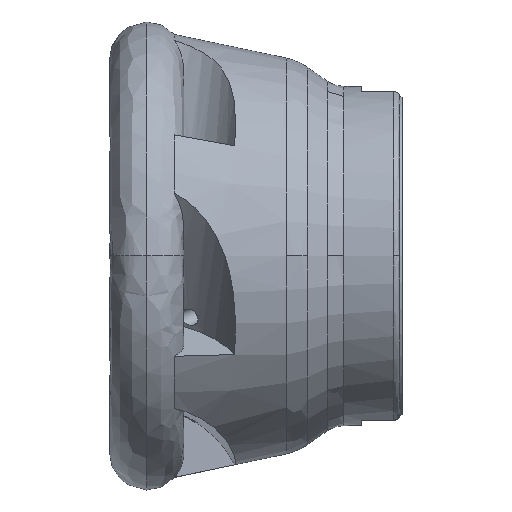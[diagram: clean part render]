
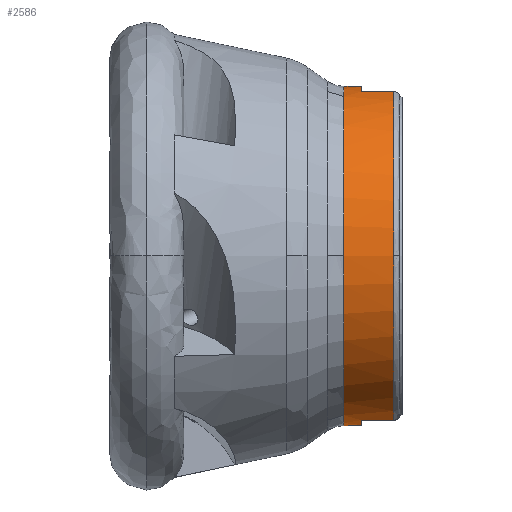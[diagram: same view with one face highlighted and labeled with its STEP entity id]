
A CAD part, top view. The second image highlights one B-rep face of the part: STEP entity #2586.
In plain terms, the highlighted cylindrical face has radius 29 mm (diameter 58 mm), a full revolution.
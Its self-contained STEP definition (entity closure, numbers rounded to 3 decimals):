
#133 = AXIS2_PLACEMENT_3D ( 'NONE', #280, #2315, #4350 ) ;
#145 = CARTESIAN_POINT ( 'NONE',  ( 42.175, -28.077, 7.259 ) ) ;
#154 = DIRECTION ( 'NONE',  ( 1., 0., 0. ) ) ;
#201 = ORIENTED_EDGE ( 'NONE', *, *, #2434, .F. ) ;
#224 = CARTESIAN_POINT ( 'NONE',  ( 37.9, 0., 29. ) ) ;
#242 = CIRCLE ( 'NONE', #2147, 29. ) ;
#251 = CARTESIAN_POINT ( 'NONE',  ( 42.175, 28.077, -7.259 ) ) ;
#264 = DIRECTION ( 'NONE',  ( 0., -1., 0. ) ) ;
#280 = CARTESIAN_POINT ( 'NONE',  ( 37.9, 0., 0. ) ) ;
#299 = DIRECTION ( 'NONE',  ( 1., 0., 0. ) ) ;
#353 = CYLINDRICAL_SURFACE ( 'NONE', #4089, 29. ) ;
#371 = AXIS2_PLACEMENT_3D ( 'NONE', #1281, #3316, #945 ) ;
#402 = EDGE_CURVE ( 'NONE', #830, #2249, #3075, .T. ) ;
#411 = LINE ( 'NONE', #1642, #1084 ) ;
#415 = VERTEX_POINT ( 'NONE', #2975 ) ;
#416 = EDGE_CURVE ( 'NONE', #737, #2131, #1284, .T. ) ;
#608 = CARTESIAN_POINT ( 'NONE',  ( 46.45, 0., 0. ) ) ;
#620 = CARTESIAN_POINT ( 'NONE',  ( 46.45, -28.077, 7.259 ) ) ;
#647 = ORIENTED_EDGE ( 'NONE', *, *, #2393, .F. ) ;
#737 = VERTEX_POINT ( 'NONE', #3827 ) ;
#773 = VECTOR ( 'NONE', #2508, 1000. ) ;
#830 = VERTEX_POINT ( 'NONE', #224 ) ;
#920 = VERTEX_POINT ( 'NONE', #620 ) ;
#928 = AXIS2_PLACEMENT_3D ( 'NONE', #2176, #154, #2522 ) ;
#945 = DIRECTION ( 'NONE',  ( 0., -1., 0. ) ) ;
#947 = DIRECTION ( 'NONE',  ( 0., 0., 1. ) ) ;
#951 = CARTESIAN_POINT ( 'NONE',  ( 46.45, 0., 29. ) ) ;
#1028 = CIRCLE ( 'NONE', #1235, 29. ) ;
#1055 = DIRECTION ( 'NONE',  ( 1., 0., 0. ) ) ;
#1062 = EDGE_CURVE ( 'NONE', #3564, #415, #3290, .T. ) ;
#1084 = VECTOR ( 'NONE', #299, 1000. ) ;
#1085 = EDGE_LOOP ( 'NONE', ( #3411, #1288, #1363, #1983, #2767, #2462, #201, #2933, #647 ) ) ;
#1233 = AXIS2_PLACEMENT_3D ( 'NONE', #3447, #1419, #3790 ) ;
#1235 = AXIS2_PLACEMENT_3D ( 'NONE', #608, #2960, #947 ) ;
#1273 = VERTEX_POINT ( 'NONE', #1770 ) ;
#1281 = CARTESIAN_POINT ( 'NONE',  ( 40.9, 0., 0. ) ) ;
#1284 = CIRCLE ( 'NONE', #371, 29. ) ;
#1288 = ORIENTED_EDGE ( 'NONE', *, *, #3416, .F. ) ;
#1352 = FACE_OUTER_BOUND ( 'NONE', #1952, .T. ) ;
#1363 = ORIENTED_EDGE ( 'NONE', *, *, #2179, .F. ) ;
#1382 = EDGE_CURVE ( 'NONE', #2249, #830, #2654, .T. ) ;
#1419 = DIRECTION ( 'NONE',  ( 1., 0., 0. ) ) ;
#1423 = CARTESIAN_POINT ( 'NONE',  ( 37.9, 0., -29. ) ) ;
#1445 = DIRECTION ( 'NONE',  ( 1., 0., 0. ) ) ;
#1507 = ORIENTED_EDGE ( 'NONE', *, *, #1382, .T. ) ;
#1527 = EDGE_CURVE ( 'NONE', #415, #1949, #3351, .T. ) ;
#1642 = CARTESIAN_POINT ( 'NONE',  ( 42.175, 28.077, 7.259 ) ) ;
#1760 = VERTEX_POINT ( 'NONE', #951 ) ;
#1770 = CARTESIAN_POINT ( 'NONE',  ( 46.45, 28.077, 7.259 ) ) ;
#1949 = VERTEX_POINT ( 'NONE', #3506 ) ;
#1952 = EDGE_LOOP ( 'NONE', ( #1507, #4214 ) ) ;
#1983 = ORIENTED_EDGE ( 'NONE', *, *, #1527, .F. ) ;
#1991 = CARTESIAN_POINT ( 'NONE',  ( 40.9, -28.077, -7.259 ) ) ;
#2131 = VERTEX_POINT ( 'NONE', #1991 ) ;
#2147 = AXIS2_PLACEMENT_3D ( 'NONE', #3480, #1445, #3817 ) ;
#2176 = CARTESIAN_POINT ( 'NONE',  ( 40.9, 0., 0. ) ) ;
#2179 = EDGE_CURVE ( 'NONE', #1949, #1273, #411, .T. ) ;
#2249 = VERTEX_POINT ( 'NONE', #1423 ) ;
#2272 = DIRECTION ( 'NONE',  ( -1., 0., 0. ) ) ;
#2315 = DIRECTION ( 'NONE',  ( 1., 0., 0. ) ) ;
#2393 = EDGE_CURVE ( 'NONE', #920, #737, #2464, .T. ) ;
#2434 = EDGE_CURVE ( 'NONE', #2131, #3478, #2567, .T. ) ;
#2462 = ORIENTED_EDGE ( 'NONE', *, *, #4116, .F. ) ;
#2464 = LINE ( 'NONE', #145, #773 ) ;
#2508 = DIRECTION ( 'NONE',  ( -1., 0., 0. ) ) ;
#2522 = DIRECTION ( 'NONE',  ( 0., -1., 0. ) ) ;
#2550 = DIRECTION ( 'NONE',  ( 1., 0., 0. ) ) ;
#2567 = LINE ( 'NONE', #3871, #4277 ) ;
#2586 = ADVANCED_FACE ( 'NONE', ( #3142, #1352 ), #353, .T. ) ;
#2654 = CIRCLE ( 'NONE', #1233, 29. ) ;
#2767 = ORIENTED_EDGE ( 'NONE', *, *, #1062, .F. ) ;
#2933 = ORIENTED_EDGE ( 'NONE', *, *, #416, .F. ) ;
#2950 = CARTESIAN_POINT ( 'NONE',  ( 46.45, 0., 0. ) ) ;
#2960 = DIRECTION ( 'NONE',  ( 1., 0., 0. ) ) ;
#2975 = CARTESIAN_POINT ( 'NONE',  ( 40.9, 28.077, -7.259 ) ) ;
#3007 = CARTESIAN_POINT ( 'NONE',  ( 46.45, -28.077, -7.259 ) ) ;
#3075 = CIRCLE ( 'NONE', #133, 29. ) ;
#3076 = CARTESIAN_POINT ( 'NONE',  ( 46.45, 0., 0. ) ) ;
#3142 = FACE_OUTER_BOUND ( 'NONE', #1085, .T. ) ;
#3290 = LINE ( 'NONE', #251, #4200 ) ;
#3316 = DIRECTION ( 'NONE',  ( 1., 0., 0. ) ) ;
#3351 = CIRCLE ( 'NONE', #928, 29. ) ;
#3360 = CIRCLE ( 'NONE', #4255, 29. ) ;
#3381 = CARTESIAN_POINT ( 'NONE',  ( 46.45, 28.077, -7.259 ) ) ;
#3411 = ORIENTED_EDGE ( 'NONE', *, *, #3615, .F. ) ;
#3416 = EDGE_CURVE ( 'NONE', #1273, #1760, #1028, .T. ) ;
#3437 = DIRECTION ( 'NONE',  ( 0., 0., 1. ) ) ;
#3447 = CARTESIAN_POINT ( 'NONE',  ( 37.9, 0., 0. ) ) ;
#3478 = VERTEX_POINT ( 'NONE', #3007 ) ;
#3480 = CARTESIAN_POINT ( 'NONE',  ( 46.45, 0., 0. ) ) ;
#3506 = CARTESIAN_POINT ( 'NONE',  ( 40.9, 28.077, 7.259 ) ) ;
#3564 = VERTEX_POINT ( 'NONE', #3381 ) ;
#3615 = EDGE_CURVE ( 'NONE', #1760, #920, #242, .T. ) ;
#3790 = DIRECTION ( 'NONE',  ( 0., 1., 0. ) ) ;
#3817 = DIRECTION ( 'NONE',  ( 0., 0., 1. ) ) ;
#3827 = CARTESIAN_POINT ( 'NONE',  ( 40.9, -28.077, 7.259 ) ) ;
#3871 = CARTESIAN_POINT ( 'NONE',  ( 42.175, -28.077, -7.259 ) ) ;
#3965 = DIRECTION ( 'NONE',  ( -1., 0., 0. ) ) ;
#4089 = AXIS2_PLACEMENT_3D ( 'NONE', #2950, #3965, #264 ) ;
#4116 = EDGE_CURVE ( 'NONE', #3478, #3564, #3360, .T. ) ;
#4200 = VECTOR ( 'NONE', #2272, 1000. ) ;
#4214 = ORIENTED_EDGE ( 'NONE', *, *, #402, .T. ) ;
#4255 = AXIS2_PLACEMENT_3D ( 'NONE', #3076, #1055, #3437 ) ;
#4277 = VECTOR ( 'NONE', #2550, 1000. ) ;
#4350 = DIRECTION ( 'NONE',  ( 0., 1., 0. ) ) ;
